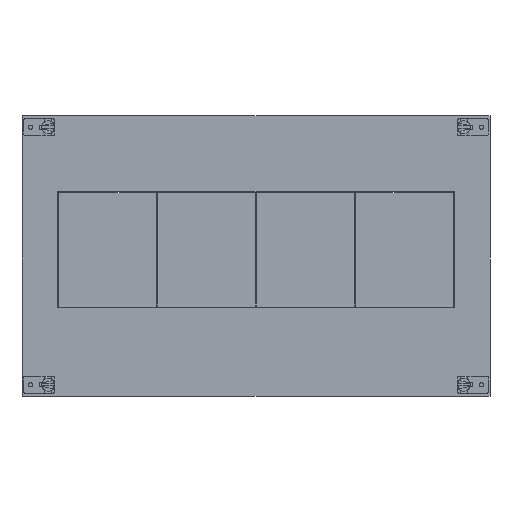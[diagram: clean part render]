
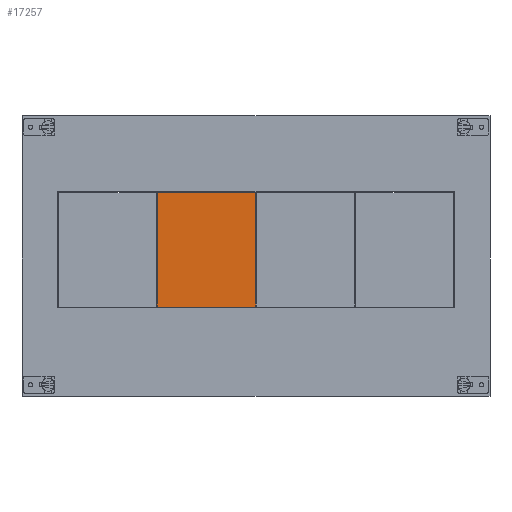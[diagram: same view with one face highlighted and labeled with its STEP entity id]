
A CAD part, top view. The second image highlights one B-rep face of the part: STEP entity #17257.
In plain terms, the highlighted planar face has unit normal (0, 0, 1).
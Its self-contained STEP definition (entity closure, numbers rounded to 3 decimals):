
#17142=DIRECTION('',(0.,1.,0.));
#17143=VECTOR('',#17142,122.);
#17144=CARTESIAN_POINT('',(19.5,-29.5,1.));
#17145=LINE('',#17144,#17143);
#17149=DIRECTION('',(-1.,0.,0.));
#17150=VECTOR('',#17149,105.);
#17151=CARTESIAN_POINT('',(124.5,92.5,1.));
#17152=LINE('',#17151,#17150);
#17156=DIRECTION('',(0.,1.,0.));
#17157=VECTOR('',#17156,122.);
#17158=CARTESIAN_POINT('',(124.5,-29.5,1.));
#17159=LINE('',#17158,#17157);
#17163=DIRECTION('',(1.,0.,0.));
#17164=VECTOR('',#17163,105.);
#17165=CARTESIAN_POINT('',(19.5,-29.5,1.));
#17166=LINE('',#17165,#17164);
#17226=CARTESIAN_POINT('',(19.5,-29.5,1.));
#17227=CARTESIAN_POINT('',(19.5,92.5,1.));
#17228=VERTEX_POINT('',#17226);
#17229=VERTEX_POINT('',#17227);
#17230=CARTESIAN_POINT('',(124.5,-29.5,1.));
#17231=CARTESIAN_POINT('',(124.5,92.5,1.));
#17232=VERTEX_POINT('',#17230);
#17233=VERTEX_POINT('',#17231);
#17242=CARTESIAN_POINT('',(0.,0.,1.));
#17243=DIRECTION('',(0.,0.,1.));
#17244=DIRECTION('',(1.,0.,0.));
#17245=AXIS2_PLACEMENT_3D('',#17242,#17243,#17244);
#17246=PLANE('',#17245);
#17248=ORIENTED_EDGE('',*,*,#17247,.T.);
#17250=ORIENTED_EDGE('',*,*,#17249,.F.);
#17252=ORIENTED_EDGE('',*,*,#17251,.F.);
#17254=ORIENTED_EDGE('',*,*,#17253,.F.);
#17255=EDGE_LOOP('',(#17248,#17250,#17252,#17254));
#17256=FACE_OUTER_BOUND('',#17255,.F.);
#17247=EDGE_CURVE('',#17228,#17229,#17145,.T.);
#17249=EDGE_CURVE('',#17233,#17229,#17152,.T.);
#17251=EDGE_CURVE('',#17232,#17233,#17159,.T.);
#17253=EDGE_CURVE('',#17228,#17232,#17166,.T.);
#17257=ADVANCED_FACE('',(#17256),#17246,.T.);
